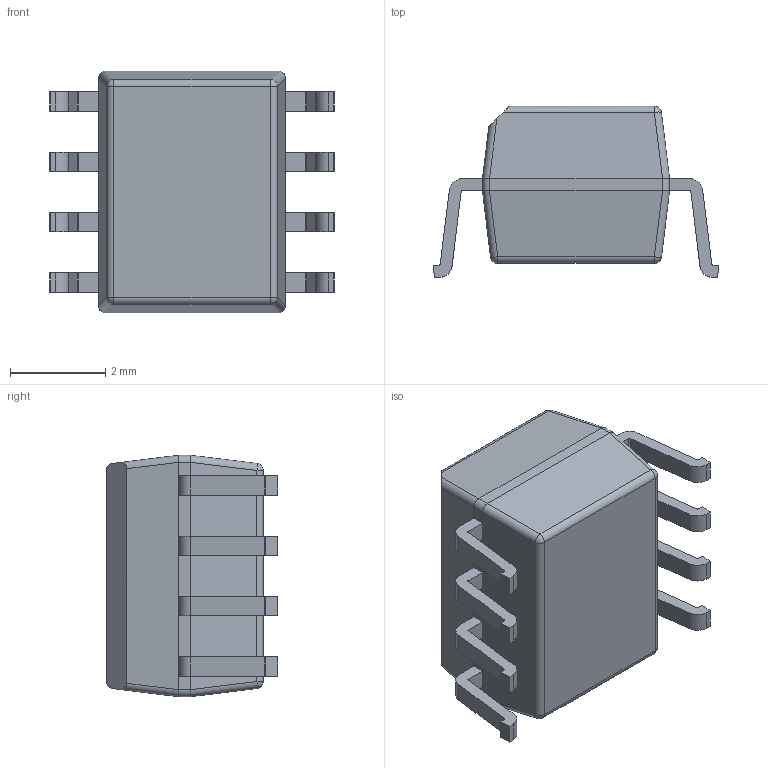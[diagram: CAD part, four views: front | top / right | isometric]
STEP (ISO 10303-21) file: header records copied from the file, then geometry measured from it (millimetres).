
FILE_DESCRIPTION (( 'STEP AP214' ), '1' );
FILE_NAME ('HCPL-073L.STEP', '2024-03-22T04:36:43', ( '' ), ( '' ), 'SwSTEP 2.0', 'SolidWorks 2021', '' );
FILE_SCHEMA (( 'AUTOMOTIVE_DESIGN' ));
Length unit declared in the file: millimetre
Products named in the file (1): HCPL-073L
Bounding box: 5.99 x 3.61 x 5.08 mm (x, y, z)
Volume: 62.5 mm3; surface area: 116.5 mm2
Topology: 9 solids, 9 shells, 155 faces, 390 edges, 254 vertices
Faces by surface type: plane 96, cylinder 53, sphere 6
Entity records: 4712 total; most frequent: CARTESIAN_POINT 884, ORIENTED_EDGE 780, DIRECTION 760, EDGE_CURVE 390, LINE 276, VECTOR 276, VERTEX_POINT 254, AXIS2_PLACEMENT_3D 242
